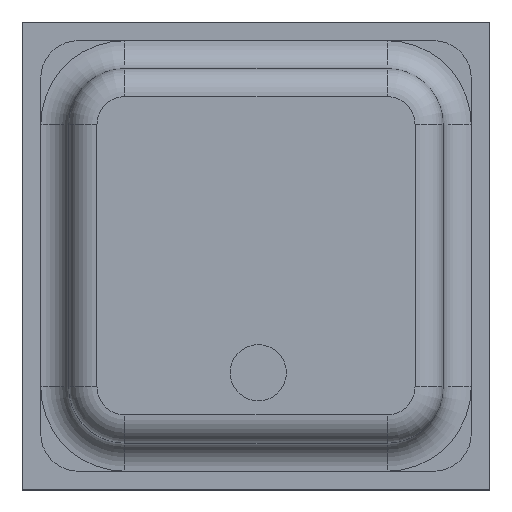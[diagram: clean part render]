
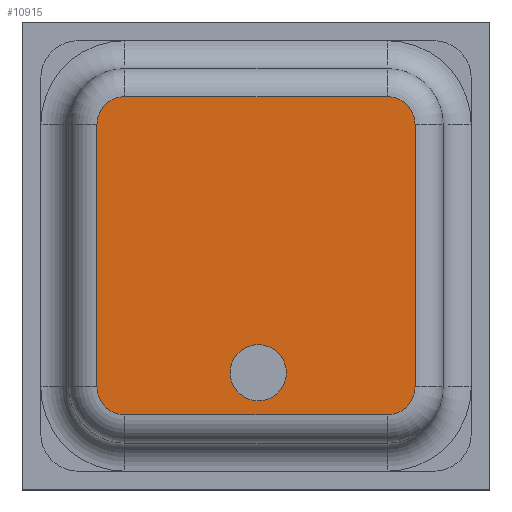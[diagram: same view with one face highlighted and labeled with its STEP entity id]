
A CAD part, top view. The second image highlights one B-rep face of the part: STEP entity #10915.
In plain terms, the highlighted planar face has unit normal (0, 0, 1).
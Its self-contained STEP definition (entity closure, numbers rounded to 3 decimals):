
#559 = CARTESIAN_POINT ( 'NONE',  ( 0.012, -0.625, 0.94 ) ) ;
#700 = VERTEX_POINT ( 'NONE', #8909 ) ;
#1158 = DIRECTION ( 'NONE',  ( -1., 0., 0. ) ) ;
#1230 = VECTOR ( 'NONE', #2352, 1000. ) ;
#1719 = CIRCLE ( 'NONE', #5557, 0.15 ) ;
#1781 = DIRECTION ( 'NONE',  ( -1., 0., 0. ) ) ;
#1786 = DIRECTION ( 'NONE',  ( 1., 0., 0. ) ) ;
#2350 = ORIENTED_EDGE ( 'NONE', *, *, #6691, .F. ) ;
#2352 = DIRECTION ( 'NONE',  ( 0., -1., 0. ) ) ;
#2363 = DIRECTION ( 'NONE',  ( 0., 0., 1. ) ) ;
#2464 = AXIS2_PLACEMENT_3D ( 'NONE', #7417, #11991, #4131 ) ;
#2467 = ORIENTED_EDGE ( 'NONE', *, *, #8056, .T. ) ;
#2618 = ORIENTED_EDGE ( 'NONE', *, *, #3244, .T. ) ;
#2772 = ORIENTED_EDGE ( 'NONE', *, *, #10211, .T. ) ;
#2804 = VECTOR ( 'NONE', #14459, 1000. ) ;
#2898 = CARTESIAN_POINT ( 'NONE',  ( -0.7, -0.85, 0.94 ) ) ;
#2934 = EDGE_CURVE ( 'NONE', #11311, #700, #13085, .T. ) ;
#3033 = ORIENTED_EDGE ( 'NONE', *, *, #2934, .T. ) ;
#3100 = ORIENTED_EDGE ( 'NONE', *, *, #12332, .T. ) ;
#3244 = EDGE_CURVE ( 'NONE', #13675, #9277, #12755, .T. ) ;
#3710 = EDGE_CURVE ( 'NONE', #14570, #13514, #13145, .T. ) ;
#3751 = ORIENTED_EDGE ( 'NONE', *, *, #6159, .T. ) ;
#3942 = ORIENTED_EDGE ( 'NONE', *, *, #10313, .T. ) ;
#4021 = CARTESIAN_POINT ( 'NONE',  ( -0.138, -0.625, 0.94 ) ) ;
#4131 = DIRECTION ( 'NONE',  ( -1., 0., 0. ) ) ;
#4145 = AXIS2_PLACEMENT_3D ( 'NONE', #7607, #5161, #1781 ) ;
#4257 = PLANE ( 'NONE',  #4145 ) ;
#4437 = CARTESIAN_POINT ( 'NONE',  ( 0.7, 0.85, 0.94 ) ) ;
#4759 = LINE ( 'NONE', #4996, #1230 ) ;
#4996 = CARTESIAN_POINT ( 'NONE',  ( -0.85, -0.7, 0.94 ) ) ;
#5161 = DIRECTION ( 'NONE',  ( 0., 0., -1. ) ) ;
#5546 = CIRCLE ( 'NONE', #9099, 0.15 ) ;
#5557 = AXIS2_PLACEMENT_3D ( 'NONE', #9009, #12472, #1158 ) ;
#5668 = DIRECTION ( 'NONE',  ( 0., 0., 1. ) ) ;
#5765 = CIRCLE ( 'NONE', #11726, 0.15 ) ;
#5795 = DIRECTION ( 'NONE',  ( -1., 0., 0. ) ) ;
#5975 = DIRECTION ( 'NONE',  ( -1., 0., 0. ) ) ;
#5981 = ORIENTED_EDGE ( 'NONE', *, *, #9246, .T. ) ;
#5998 = VERTEX_POINT ( 'NONE', #10441 ) ;
#6073 = EDGE_LOOP ( 'NONE', ( #3751, #3942, #3100, #3033, #2772, #2618, #5981, #2467 ) ) ;
#6159 = EDGE_CURVE ( 'NONE', #7874, #8109, #5546, .T. ) ;
#6691 = EDGE_CURVE ( 'NONE', #13514, #14570, #9842, .T. ) ;
#6704 = AXIS2_PLACEMENT_3D ( 'NONE', #559, #5668, #13634 ) ;
#6930 = CARTESIAN_POINT ( 'NONE',  ( 0.85, -0.7, 0.94 ) ) ;
#7231 = CARTESIAN_POINT ( 'NONE',  ( 0.162, -0.625, 0.94 ) ) ;
#7417 = CARTESIAN_POINT ( 'NONE',  ( -0.7, -0.7, 0.94 ) ) ;
#7465 = FACE_BOUND ( 'NONE', #7478, .T. ) ;
#7478 = EDGE_LOOP ( 'NONE', ( #13942, #2350 ) ) ;
#7507 = VECTOR ( 'NONE', #1786, 1000. ) ;
#7607 = CARTESIAN_POINT ( 'NONE',  ( -0.7, -0.7, 0.94 ) ) ;
#7734 = CARTESIAN_POINT ( 'NONE',  ( -0.7, 0.85, 0.94 ) ) ;
#7874 = VERTEX_POINT ( 'NONE', #14153 ) ;
#7959 = CIRCLE ( 'NONE', #2464, 0.15 ) ;
#8056 = EDGE_CURVE ( 'NONE', #11441, #7874, #12392, .T. ) ;
#8109 = VERTEX_POINT ( 'NONE', #9844 ) ;
#8909 = CARTESIAN_POINT ( 'NONE',  ( 0.7, -0.85, 0.94 ) ) ;
#8969 = CARTESIAN_POINT ( 'NONE',  ( -0.7, -0.85, 0.94 ) ) ;
#9009 = CARTESIAN_POINT ( 'NONE',  ( 0.7, -0.7, 0.94 ) ) ;
#9099 = AXIS2_PLACEMENT_3D ( 'NONE', #10206, #10274, #5795 ) ;
#9108 = AXIS2_PLACEMENT_3D ( 'NONE', #9907, #9672, #14448 ) ;
#9246 = EDGE_CURVE ( 'NONE', #9277, #11441, #5765, .T. ) ;
#9277 = VERTEX_POINT ( 'NONE', #11737 ) ;
#9371 = DIRECTION ( 'NONE',  ( 0., 1., 0. ) ) ;
#9672 = DIRECTION ( 'NONE',  ( 0., 0., 1. ) ) ;
#9842 = CIRCLE ( 'NONE', #9108, 0.15 ) ;
#9844 = CARTESIAN_POINT ( 'NONE',  ( -0.85, 0.7, 0.94 ) ) ;
#9859 = FACE_OUTER_BOUND ( 'NONE', #6073, .T. ) ;
#9907 = CARTESIAN_POINT ( 'NONE',  ( 0.012, -0.625, 0.94 ) ) ;
#10206 = CARTESIAN_POINT ( 'NONE',  ( -0.7, 0.7, 0.94 ) ) ;
#10211 = EDGE_CURVE ( 'NONE', #700, #13675, #1719, .T. ) ;
#10274 = DIRECTION ( 'NONE',  ( 0., 0., 1. ) ) ;
#10313 = EDGE_CURVE ( 'NONE', #8109, #5998, #4759, .T. ) ;
#10441 = CARTESIAN_POINT ( 'NONE',  ( -0.85, -0.7, 0.94 ) ) ;
#10915 = ADVANCED_FACE ( 'NONE', ( #7465, #9859 ), #4257, .F. ) ;
#11311 = VERTEX_POINT ( 'NONE', #8969 ) ;
#11441 = VERTEX_POINT ( 'NONE', #4437 ) ;
#11706 = CARTESIAN_POINT ( 'NONE',  ( 0.85, -0.7, 0.94 ) ) ;
#11726 = AXIS2_PLACEMENT_3D ( 'NONE', #12562, #2363, #5975 ) ;
#11737 = CARTESIAN_POINT ( 'NONE',  ( 0.85, 0.7, 0.94 ) ) ;
#11991 = DIRECTION ( 'NONE',  ( 0., 0., 1. ) ) ;
#12332 = EDGE_CURVE ( 'NONE', #5998, #11311, #7959, .T. ) ;
#12392 = LINE ( 'NONE', #7734, #2804 ) ;
#12472 = DIRECTION ( 'NONE',  ( 0., 0., 1. ) ) ;
#12562 = CARTESIAN_POINT ( 'NONE',  ( 0.7, 0.7, 0.94 ) ) ;
#12728 = VECTOR ( 'NONE', #9371, 1000. ) ;
#12755 = LINE ( 'NONE', #11706, #12728 ) ;
#13085 = LINE ( 'NONE', #2898, #7507 ) ;
#13145 = CIRCLE ( 'NONE', #6704, 0.15 ) ;
#13514 = VERTEX_POINT ( 'NONE', #4021 ) ;
#13634 = DIRECTION ( 'NONE',  ( 1., 0., 0. ) ) ;
#13675 = VERTEX_POINT ( 'NONE', #6930 ) ;
#13942 = ORIENTED_EDGE ( 'NONE', *, *, #3710, .F. ) ;
#14153 = CARTESIAN_POINT ( 'NONE',  ( -0.7, 0.85, 0.94 ) ) ;
#14448 = DIRECTION ( 'NONE',  ( 1., 0., 0. ) ) ;
#14459 = DIRECTION ( 'NONE',  ( -1., 0., 0. ) ) ;
#14570 = VERTEX_POINT ( 'NONE', #7231 ) ;
